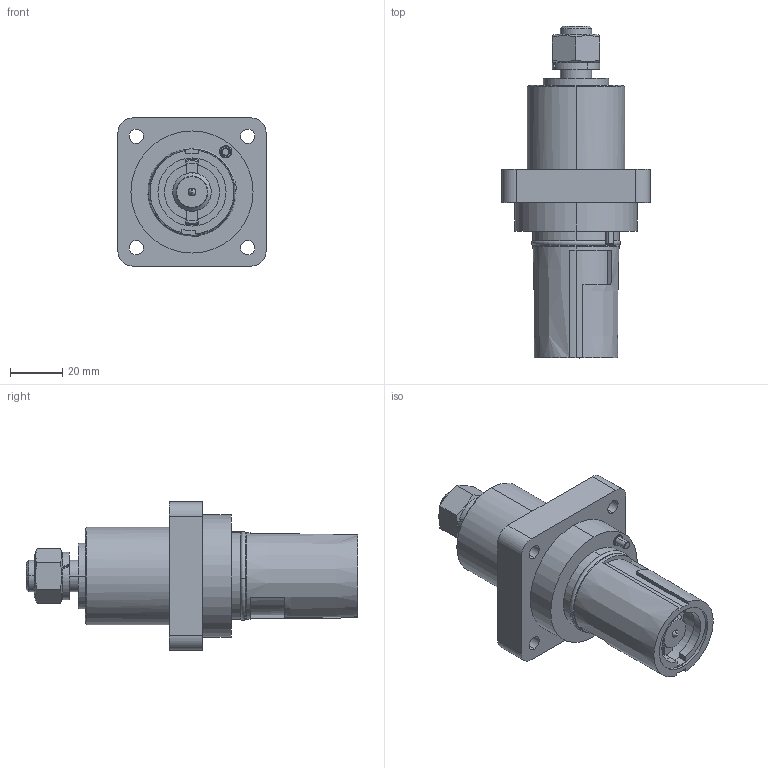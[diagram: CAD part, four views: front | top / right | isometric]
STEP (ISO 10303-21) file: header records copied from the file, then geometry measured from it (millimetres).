
FILE_DESCRIPTION (( 'STEP AP214' ), '1' );
FILE_NAME ('SPPC-PWL-PD-N-BU-M12-T4.STEP', '2019-07-04T15:15:27', ( '' ), ( '' ), 'SwSTEP 2.0', 'SolidWorks 2018', '' );
FILE_SCHEMA (( 'AUTOMOTIVE_DESIGN' ));
Length unit declared in the file: millimetre
Products named in the file (1): SPPC-PWL-PD-N-BU-M12-T4
Bounding box: 56.5 x 126.6 x 56.5 mm (x, y, z)
Volume: 122544.4 mm3; surface area: 33849.7 mm2
Topology: 1 solids, 2 shells, 274 faces, 715 edges, 467 vertices
Faces by surface type: cylinder 140, plane 98, cone 32, torus 4
Entity records: 12010 total; most frequent: CARTESIAN_POINT 2011, DIRECTION 1546, ORIENTED_EDGE 1418, EDGE_CURVE 709, AXIS2_PLACEMENT_3D 610, VERTEX_POINT 467, CIRCLE 335, LINE 326
